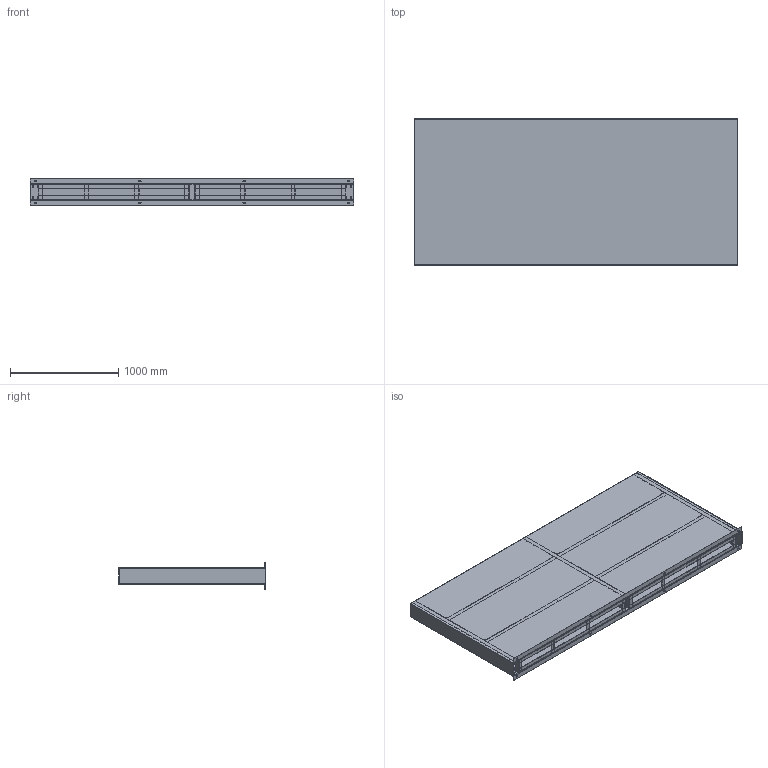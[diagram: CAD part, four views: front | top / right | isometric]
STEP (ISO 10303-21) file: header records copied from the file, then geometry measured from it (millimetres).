
FILE_DESCRIPTION (( 'STEP AP214' ), '1' );
FILE_NAME ('AW2.1_VectorWorks.STEP', '2021-04-22T10:19:02', ( '' ), ( '' ), 'SwSTEP 2.0', 'SolidWorks 2020', '' );
FILE_SCHEMA (( 'AUTOMOTIVE_DESIGN' ));
Length unit declared in the file: millimetre
Products named in the file (9): AW2.1-reinforcement 3; AW2.1_VectorWorks; AW2.1-headwall; AW2.1-sidewall; AW2.1-sidewall2; AW2.1-reinforcement Upr1; AW2.1-reinforcement 1; AW2.1-top; AW2.1-reinforcement 2
Assembly tree (47 placements, depth 2):
  AW2.1_VectorWorks
    AW2.1-sidewall
    AW2.1-sidewall2
    AW2.1-top
    AW2.1-headwall  x2
    AW2.1-reinforcement 1  x12
    AW2.1-reinforcement Upr1  x6
    AW2.1-reinforcement 2  x8
    AW2.1-reinforcement 3  x16
Bounding box: 2990 x 1350 x 248 mm (x, y, z)
Volume: 34455135.2 mm3; surface area: 23249552.6 mm2
Topology: 47 solids, 47 shells, 738 faces, 1596 edges, 952 vertices
Faces by surface type: plane 622, cylinder 116
Entity records: 4566 total; most frequent: DIRECTION 760, CARTESIAN_POINT 706, ORIENTED_EDGE 640, EDGE_CURVE 320, VECTOR 260, LINE 260, AXIS2_PLACEMENT_3D 250, VERTEX_POINT 196
